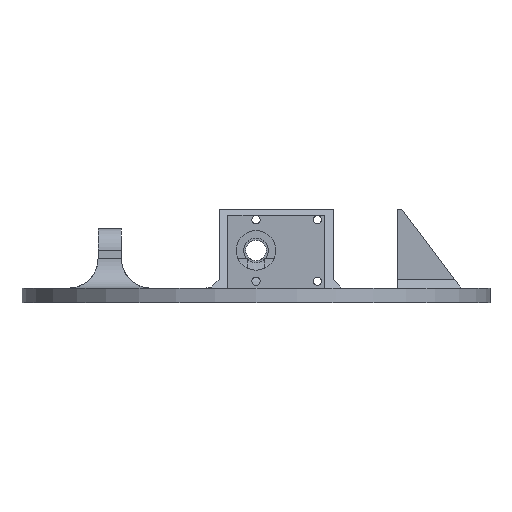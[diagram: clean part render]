
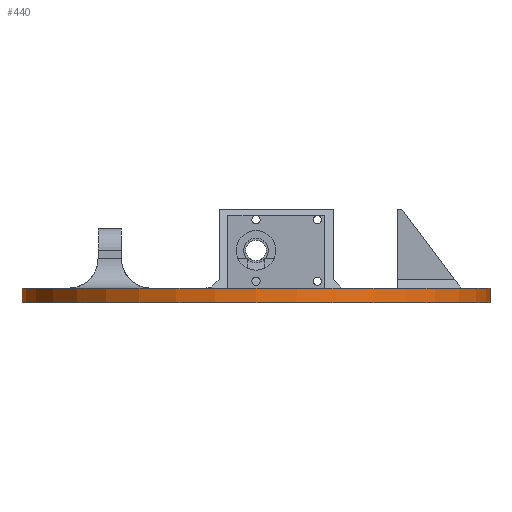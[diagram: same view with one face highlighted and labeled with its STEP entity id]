
A CAD part, front view. The second image highlights one B-rep face of the part: STEP entity #440.
In plain terms, the highlighted cylindrical face has radius 80 mm (diameter 160 mm), a partial arc.
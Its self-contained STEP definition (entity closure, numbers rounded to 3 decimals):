
#81 = ORIENTED_EDGE ( 'NONE', *, *, #2051, .F. ) ;
#132 = DIRECTION ( 'NONE',  ( 0., 0., 1. ) ) ;
#140 = CARTESIAN_POINT ( 'NONE',  ( -80., 0., -2. ) ) ;
#200 = LINE ( 'NONE', #1710, #840 ) ;
#251 = EDGE_CURVE ( 'NONE', #2108, #2472, #200, .T. ) ;
#301 = DIRECTION ( 'NONE',  ( 0., 0., 1. ) ) ;
#339 = CARTESIAN_POINT ( 'NONE',  ( 0., 0., -2. ) ) ;
#353 = EDGE_CURVE ( 'NONE', #3101, #2472, #1167, .T. ) ;
#437 = CARTESIAN_POINT ( 'NONE',  ( -80., 0., 3. ) ) ;
#440 = ADVANCED_FACE ( 'NONE', ( #1220 ), #2391, .T. ) ;
#584 = VECTOR ( 'NONE', #1667, 1000. ) ;
#840 = VECTOR ( 'NONE', #2298, 1000. ) ;
#1027 = EDGE_LOOP ( 'NONE', ( #81, #2993, #2209, #2478 ) ) ;
#1041 = CARTESIAN_POINT ( 'NONE',  ( 80., 0., -2. ) ) ;
#1167 = CIRCLE ( 'NONE', #2045, 80. ) ;
#1181 = AXIS2_PLACEMENT_3D ( 'NONE', #1362, #132, #3751 ) ;
#1220 = FACE_OUTER_BOUND ( 'NONE', #1027, .T. ) ;
#1362 = CARTESIAN_POINT ( 'NONE',  ( 0., 0., -2. ) ) ;
#1534 = DIRECTION ( 'NONE',  ( 0., 0., 1. ) ) ;
#1667 = DIRECTION ( 'NONE',  ( 0., 0., 1. ) ) ;
#1680 = CIRCLE ( 'NONE', #1181, 80. ) ;
#1710 = CARTESIAN_POINT ( 'NONE',  ( 80., 0., -2. ) ) ;
#1768 = CARTESIAN_POINT ( 'NONE',  ( -80., 0., -2. ) ) ;
#2045 = AXIS2_PLACEMENT_3D ( 'NONE', #3252, #301, #3887 ) ;
#2051 = EDGE_CURVE ( 'NONE', #2348, #3101, #3419, .T. ) ;
#2108 = VERTEX_POINT ( 'NONE', #1041 ) ;
#2209 = ORIENTED_EDGE ( 'NONE', *, *, #251, .T. ) ;
#2233 = CARTESIAN_POINT ( 'NONE',  ( 80., 0., 3. ) ) ;
#2298 = DIRECTION ( 'NONE',  ( 0., 0., 1. ) ) ;
#2348 = VERTEX_POINT ( 'NONE', #1768 ) ;
#2359 = DIRECTION ( 'NONE',  ( 1., 0., 0. ) ) ;
#2391 = CYLINDRICAL_SURFACE ( 'NONE', #2436, 80. ) ;
#2436 = AXIS2_PLACEMENT_3D ( 'NONE', #339, #1534, #2359 ) ;
#2472 = VERTEX_POINT ( 'NONE', #2233 ) ;
#2478 = ORIENTED_EDGE ( 'NONE', *, *, #353, .F. ) ;
#2870 = EDGE_CURVE ( 'NONE', #2348, #2108, #1680, .T. ) ;
#2993 = ORIENTED_EDGE ( 'NONE', *, *, #2870, .T. ) ;
#3101 = VERTEX_POINT ( 'NONE', #437 ) ;
#3252 = CARTESIAN_POINT ( 'NONE',  ( 0., 0., 3. ) ) ;
#3419 = LINE ( 'NONE', #140, #584 ) ;
#3751 = DIRECTION ( 'NONE',  ( 1., 0., 0. ) ) ;
#3887 = DIRECTION ( 'NONE',  ( 1., 0., 0. ) ) ;
